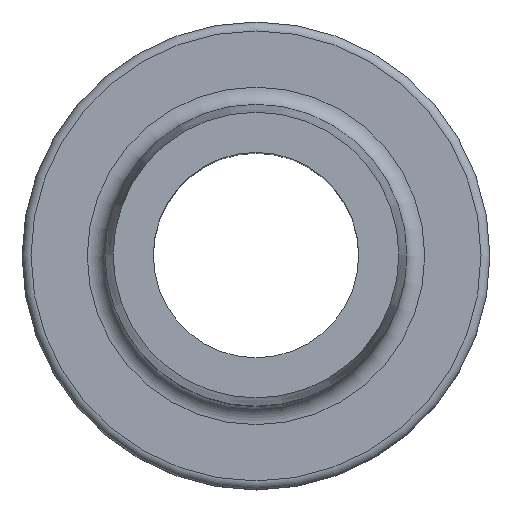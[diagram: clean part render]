
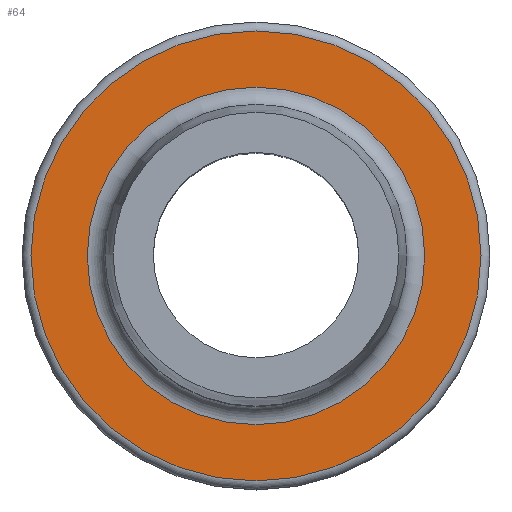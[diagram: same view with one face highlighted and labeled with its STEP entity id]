
A CAD part, top view. The second image highlights one B-rep face of the part: STEP entity #64.
In plain terms, the highlighted planar face has unit normal (0, 0, 1).
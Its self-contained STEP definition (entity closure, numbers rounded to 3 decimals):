
#54=PLANE('',#309);
#64=ADVANCED_FACE('',(#96,#97),#54,.T.);
#96=FACE_BOUND('',#142,.T.);
#97=FACE_BOUND('',#143,.T.);
#142=EDGE_LOOP('',(#188));
#143=EDGE_LOOP('',(#189));
#188=ORIENTED_EDGE('',*,*,#256,.T.);
#189=ORIENTED_EDGE('',*,*,#257,.T.);
#233=VERTEX_POINT('',#456);
#234=VERTEX_POINT('',#458);
#256=EDGE_CURVE('',#233,#233,#279,.T.);
#257=EDGE_CURVE('',#234,#234,#280,.T.);
#279=CIRCLE('',#307,9.45);
#280=CIRCLE('',#308,12.6);
#307=AXIS2_PLACEMENT_3D('',#455,#366,#367);
#308=AXIS2_PLACEMENT_3D('',#457,#368,#369);
#309=AXIS2_PLACEMENT_3D('',#459,#370,#371);
#366=DIRECTION('',(0.,0.,-1.));
#367=DIRECTION('',(1.,0.,0.));
#368=DIRECTION('',(0.,0.,1.));
#369=DIRECTION('',(1.,0.,0.));
#370=DIRECTION('',(0.,0.,1.));
#371=DIRECTION('',(1.,0.,0.));
#455=CARTESIAN_POINT('',(-162.,0.,-0.4));
#456=CARTESIAN_POINT('',(-152.55,0.,-0.4));
#457=CARTESIAN_POINT('',(-162.,0.,-0.4));
#458=CARTESIAN_POINT('',(-149.4,0.,-0.4));
#459=CARTESIAN_POINT('',(-162.,0.,-0.4));
